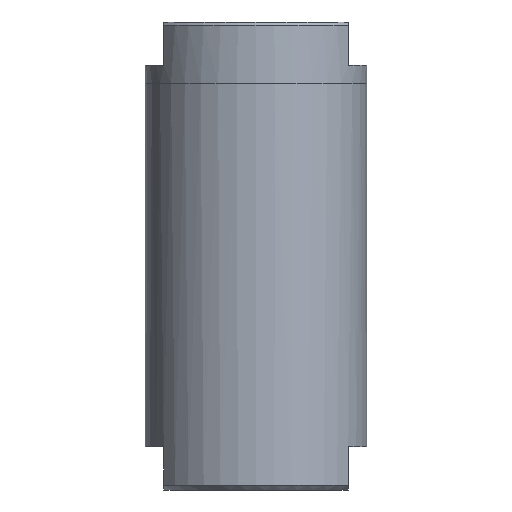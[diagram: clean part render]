
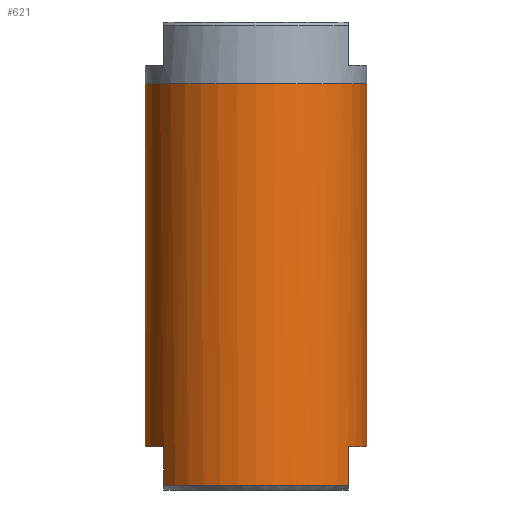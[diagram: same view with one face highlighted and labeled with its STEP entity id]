
A CAD part, front view. The second image highlights one B-rep face of the part: STEP entity #621.
In plain terms, the highlighted cylindrical face has radius 18 mm (diameter 36 mm), a partial arc.
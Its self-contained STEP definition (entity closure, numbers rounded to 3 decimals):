
#16 = DIRECTION ( 'NONE',  ( -1., 0., 0. ) ) ;
#24 = CARTESIAN_POINT ( 'NONE',  ( 15., -9.95, -59. ) ) ;
#39 = DIRECTION ( 'NONE',  ( 0., 0., 1. ) ) ;
#62 = VECTOR ( 'NONE', #326, 1000. ) ;
#110 = VERTEX_POINT ( 'NONE', #1091 ) ;
#115 = AXIS2_PLACEMENT_3D ( 'NONE', #444, #39, #1872 ) ;
#151 = ORIENTED_EDGE ( 'NONE', *, *, #1067, .F. ) ;
#154 = CARTESIAN_POINT ( 'NONE',  ( 18., 0., 0. ) ) ;
#185 = DIRECTION ( 'NONE',  ( 0., 0., -1. ) ) ;
#229 = DIRECTION ( 'NONE',  ( 0., 0., -1. ) ) ;
#247 = CARTESIAN_POINT ( 'NONE',  ( -15., -9.95, -59. ) ) ;
#305 = VERTEX_POINT ( 'NONE', #1843 ) ;
#309 = DIRECTION ( 'NONE',  ( 0., 0., 1. ) ) ;
#326 = DIRECTION ( 'NONE',  ( 0., 0., 1. ) ) ;
#344 = ORIENTED_EDGE ( 'NONE', *, *, #1745, .T. ) ;
#381 = CARTESIAN_POINT ( 'NONE',  ( 0., 0., -59. ) ) ;
#390 = AXIS2_PLACEMENT_3D ( 'NONE', #935, #718, #522 ) ;
#419 = AXIS2_PLACEMENT_3D ( 'NONE', #424, #229, #16 ) ;
#424 = CARTESIAN_POINT ( 'NONE',  ( 0., 0., -59. ) ) ;
#444 = CARTESIAN_POINT ( 'NONE',  ( 0., 0., -65.2 ) ) ;
#458 = VERTEX_POINT ( 'NONE', #247 ) ;
#460 = EDGE_CURVE ( 'NONE', #110, #1989, #1452, .T. ) ;
#520 = CARTESIAN_POINT ( 'NONE',  ( 15., -9.95, 0. ) ) ;
#522 = DIRECTION ( 'NONE',  ( 1., 0., 0. ) ) ;
#529 = CARTESIAN_POINT ( 'NONE',  ( 18., 0., 0. ) ) ;
#554 = DIRECTION ( 'NONE',  ( 0., 0., -1. ) ) ;
#621 = ADVANCED_FACE ( 'NONE', ( #1222 ), #1112, .T. ) ;
#643 = EDGE_CURVE ( 'NONE', #2056, #1132, #1615, .T. ) ;
#704 = ORIENTED_EDGE ( 'NONE', *, *, #1429, .F. ) ;
#716 = LINE ( 'NONE', #520, #849 ) ;
#718 = DIRECTION ( 'NONE',  ( 0., 0., 1. ) ) ;
#728 = LINE ( 'NONE', #529, #62 ) ;
#767 = CARTESIAN_POINT ( 'NONE',  ( -15., -9.95, 0. ) ) ;
#791 = ORIENTED_EDGE ( 'NONE', *, *, #460, .T. ) ;
#849 = VECTOR ( 'NONE', #309, 1000. ) ;
#882 = VERTEX_POINT ( 'NONE', #1496 ) ;
#935 = CARTESIAN_POINT ( 'NONE',  ( 0., 0., 0. ) ) ;
#944 = AXIS2_PLACEMENT_3D ( 'NONE', #381, #185, #2028 ) ;
#952 = ORIENTED_EDGE ( 'NONE', *, *, #1125, .T. ) ;
#983 = LINE ( 'NONE', #767, #1247 ) ;
#997 = DIRECTION ( 'NONE',  ( 0., 0., 1. ) ) ;
#1067 = EDGE_CURVE ( 'NONE', #458, #305, #1131, .T. ) ;
#1091 = CARTESIAN_POINT ( 'NONE',  ( -15., -9.95, -65.2 ) ) ;
#1112 = CYLINDRICAL_SURFACE ( 'NONE', #1337, 18. ) ;
#1125 = EDGE_CURVE ( 'NONE', #458, #110, #983, .T. ) ;
#1131 = CIRCLE ( 'NONE', #419, 18. ) ;
#1132 = VERTEX_POINT ( 'NONE', #154 ) ;
#1212 = CARTESIAN_POINT ( 'NONE',  ( -18., 0., 0. ) ) ;
#1222 = FACE_OUTER_BOUND ( 'NONE', #1823, .T. ) ;
#1247 = VECTOR ( 'NONE', #554, 1000. ) ;
#1311 = ORIENTED_EDGE ( 'NONE', *, *, #1725, .F. ) ;
#1326 = CARTESIAN_POINT ( 'NONE',  ( -18., 0., 0. ) ) ;
#1337 = AXIS2_PLACEMENT_3D ( 'NONE', #1940, #2050, #1825 ) ;
#1404 = ORIENTED_EDGE ( 'NONE', *, *, #643, .F. ) ;
#1429 = EDGE_CURVE ( 'NONE', #882, #1955, #1475, .T. ) ;
#1443 = LINE ( 'NONE', #1212, #1642 ) ;
#1452 = CIRCLE ( 'NONE', #115, 18. ) ;
#1475 = CIRCLE ( 'NONE', #944, 18. ) ;
#1496 = CARTESIAN_POINT ( 'NONE',  ( 18., 0., -59. ) ) ;
#1566 = ORIENTED_EDGE ( 'NONE', *, *, #1907, .T. ) ;
#1615 = CIRCLE ( 'NONE', #390, 18. ) ;
#1642 = VECTOR ( 'NONE', #997, 1000. ) ;
#1725 = EDGE_CURVE ( 'NONE', #305, #2056, #1443, .T. ) ;
#1745 = EDGE_CURVE ( 'NONE', #882, #1132, #728, .T. ) ;
#1823 = EDGE_LOOP ( 'NONE', ( #1311, #151, #952, #791, #1566, #704, #344, #1404 ) ) ;
#1825 = DIRECTION ( 'NONE',  ( 1., 0., 0. ) ) ;
#1843 = CARTESIAN_POINT ( 'NONE',  ( -18., 0., -59. ) ) ;
#1857 = CARTESIAN_POINT ( 'NONE',  ( 15., -9.95, -65.2 ) ) ;
#1872 = DIRECTION ( 'NONE',  ( 1., 0., 0. ) ) ;
#1907 = EDGE_CURVE ( 'NONE', #1989, #1955, #716, .T. ) ;
#1940 = CARTESIAN_POINT ( 'NONE',  ( 0., 0., 0. ) ) ;
#1955 = VERTEX_POINT ( 'NONE', #24 ) ;
#1989 = VERTEX_POINT ( 'NONE', #1857 ) ;
#2028 = DIRECTION ( 'NONE',  ( -1., 0., 0. ) ) ;
#2050 = DIRECTION ( 'NONE',  ( 0., 0., 1. ) ) ;
#2056 = VERTEX_POINT ( 'NONE', #1326 ) ;
